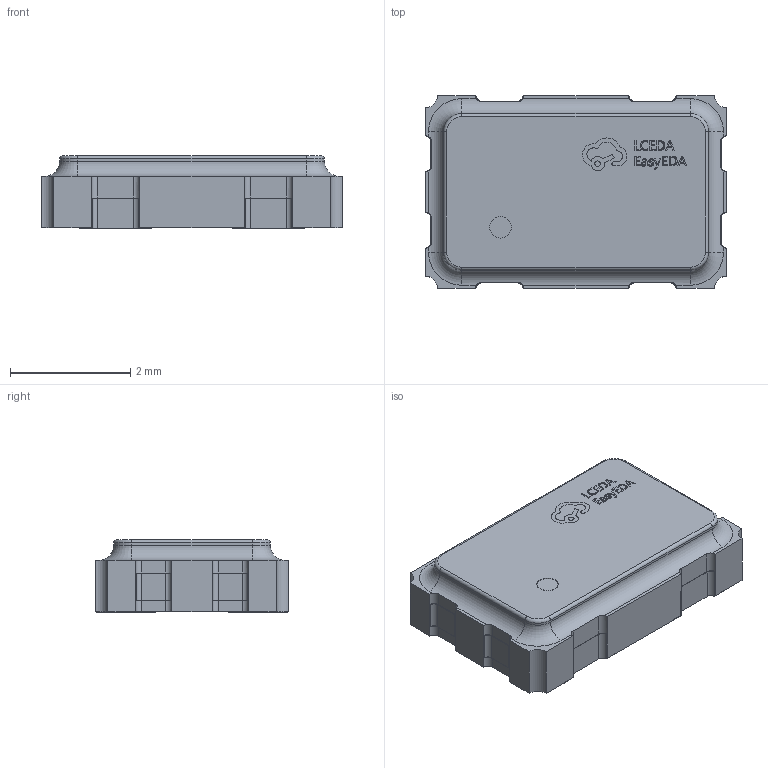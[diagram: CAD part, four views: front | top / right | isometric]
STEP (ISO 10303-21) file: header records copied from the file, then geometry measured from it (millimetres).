
FILE_DESCRIPTION (( 'STEP AP214' ), '1' );
FILE_NAME ('錨璃12.STEP', '2024-06-26T09:34:36', ( '' ), ( '' ), 'SwSTEP 2.0', 'SolidWorks 2021', '' );
FILE_SCHEMA (( 'AUTOMOTIVE_DESIGN' ));
Length unit declared in the file: millimetre
Products named in the file (1): 錨璃12
Bounding box: 5 x 3.2 x 1.2 mm (x, y, z)
Volume: 17.2 mm3; surface area: 48.3 mm2
Topology: 1 solids, 1 shells, 374 faces, 1040 edges, 688 vertices
Faces by surface type: plane 218, bspline 98, cylinder 50, torus 8
Entity records: 16748 total; most frequent: CARTESIAN_POINT 3601, ORIENTED_EDGE 2080, DIRECTION 1510, EDGE_CURVE 1040, LINE 692, VECTOR 692, VERTEX_POINT 688, AXIS2_PLACEMENT_3D 409
